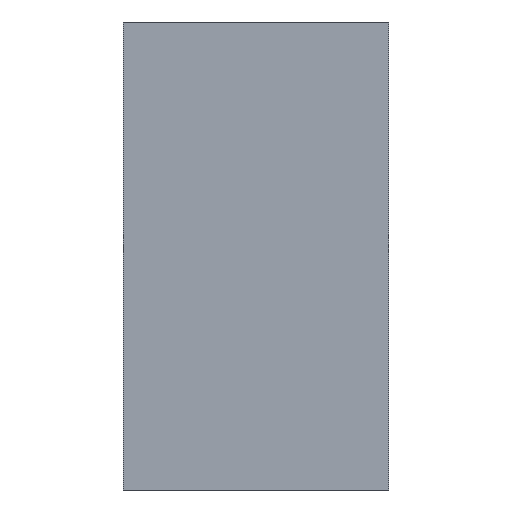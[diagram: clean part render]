
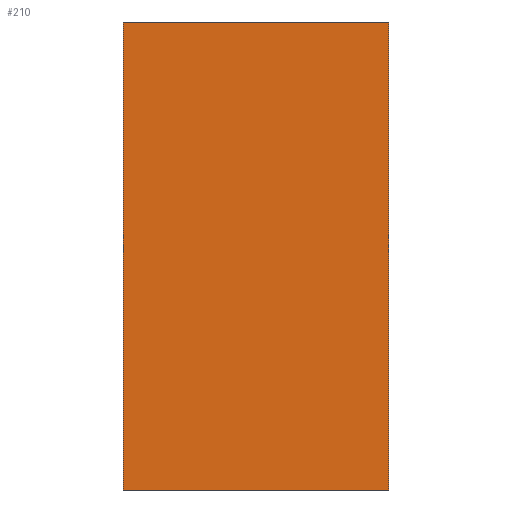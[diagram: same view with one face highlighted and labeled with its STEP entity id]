
A CAD part, left-side view. The second image highlights one B-rep face of the part: STEP entity #210.
In plain terms, the highlighted planar face has unit normal (-1, 0, 0).
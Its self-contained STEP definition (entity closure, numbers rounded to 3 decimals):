
#9=DIRECTION('',(0.,0.,1.));
#10=VECTOR('',#9,1.5);
#11=CARTESIAN_POINT('',(-1.6,0.,-0.75));
#12=LINE('',#11,#10);
#41=DIRECTION('',(0.,1.,0.));
#42=VECTOR('',#41,0.85);
#43=CARTESIAN_POINT('',(-1.6,0.,0.75));
#44=LINE('',#43,#42);
#53=DIRECTION('',(0.,1.,0.));
#54=VECTOR('',#53,0.85);
#55=CARTESIAN_POINT('',(-1.6,0.,-0.75));
#56=LINE('',#55,#54);
#81=DIRECTION('',(0.,0.,1.));
#82=VECTOR('',#81,1.5);
#83=CARTESIAN_POINT('',(-1.6,0.85,-0.75));
#84=LINE('',#83,#82);
#97=CARTESIAN_POINT('',(-1.6,0.,-0.75));
#98=CARTESIAN_POINT('',(-1.6,0.,0.75));
#99=VERTEX_POINT('',#97);
#100=VERTEX_POINT('',#98);
#105=CARTESIAN_POINT('',(-1.6,0.85,-0.75));
#106=CARTESIAN_POINT('',(-1.6,0.85,0.75));
#107=VERTEX_POINT('',#105);
#108=VERTEX_POINT('',#106);
#197=CARTESIAN_POINT('',(-1.6,0.,-0.75));
#198=DIRECTION('',(-1.,0.,0.));
#199=DIRECTION('',(0.,0.,1.));
#200=AXIS2_PLACEMENT_3D('',#197,#198,#199);
#201=PLANE('',#200);
#202=ORIENTED_EDGE('',*,*,#138,.F.);
#204=ORIENTED_EDGE('',*,*,#203,.T.);
#206=ORIENTED_EDGE('',*,*,#205,.T.);
#207=ORIENTED_EDGE('',*,*,#183,.F.);
#208=EDGE_LOOP('',(#202,#204,#206,#207));
#209=FACE_OUTER_BOUND('',#208,.F.);
#138=EDGE_CURVE('',#99,#100,#12,.T.);
#183=EDGE_CURVE('',#100,#108,#44,.T.);
#203=EDGE_CURVE('',#99,#107,#56,.T.);
#205=EDGE_CURVE('',#107,#108,#84,.T.);
#210=ADVANCED_FACE('',(#209),#201,.T.);
